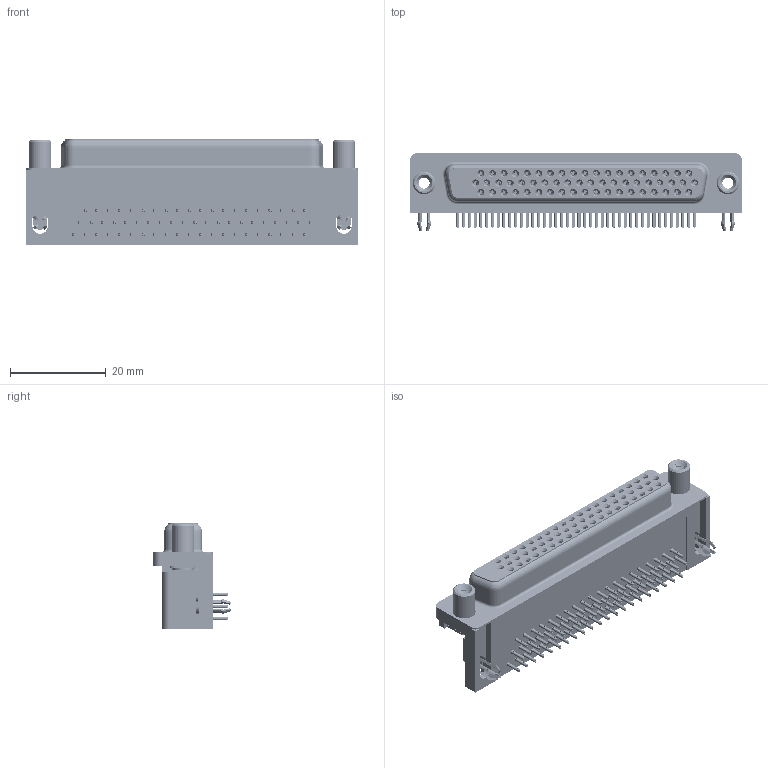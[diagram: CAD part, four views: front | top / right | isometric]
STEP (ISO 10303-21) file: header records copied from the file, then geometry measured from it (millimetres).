
FILE_DESCRIPTION (( 'STEP AP203' ), '1' );
FILE_NAME ('634-062-263-540.STEP', '2018-11-10T01:46:34', ( '' ), ( '' ), 'SwSTEP 2.0', 'SolidWorks 2016', '' );
FILE_SCHEMA (( 'CONFIG_CONTROL_DESIGN' ));
Length unit declared in the file: millimetre
Products named in the file (8): Contact Middle; Contact Top; 4 Prong Board Lock; Round Threaded Standoff; 634-062-263-540; 634 Housing_62 Socket; 634 Shell_62 Socket; Contact Bottom
Assembly tree (68 placements, depth 2):
  634-062-263-540
    634 Housing_62 Socket
    634 Shell_62 Socket
    Contact Bottom  x20
    Contact Middle  x21
    Contact Top  x21
    4 Prong Board Lock  x2
    Round Threaded Standoff  x2
Bounding box: 69.4 x 16.25 x 22.1 mm (x, y, z)
Volume: 13043.2 mm3; surface area: 18025.4 mm2
Topology: 72 solids, 72 shells, 9211 faces, 24262 edges, 15238 vertices
Faces by surface type: plane 4125, bspline 2168, cylinder 2068, cone 796, torus 54
Entity records: 54993 total; most frequent: CARTESIAN_POINT 15398, ORIENTED_EDGE 7764, DIRECTION 7324, EDGE_CURVE 3882, VECTOR 2668, LINE 2668, VERTEX_POINT 2492, AXIS2_PLACEMENT_3D 2328
